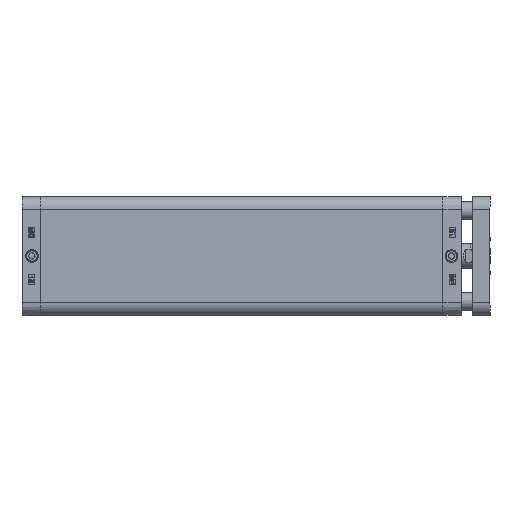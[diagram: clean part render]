
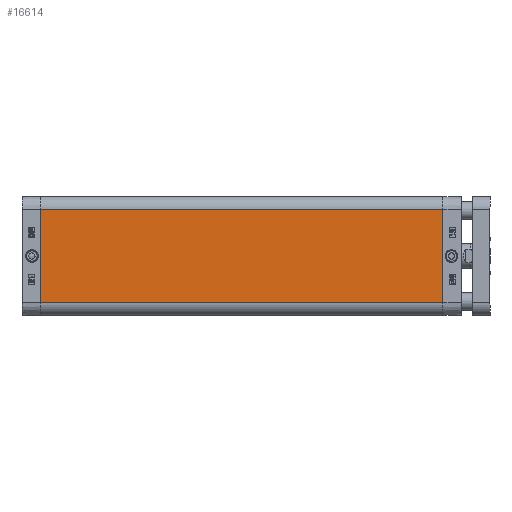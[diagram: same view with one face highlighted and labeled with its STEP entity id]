
A CAD part, left-side view. The second image highlights one B-rep face of the part: STEP entity #16614.
In plain terms, the highlighted planar face has unit normal (-1, 0, 0).
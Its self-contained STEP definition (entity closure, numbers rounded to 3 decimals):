
#11781=CARTESIAN_POINT('',(-47.75,-324.0,37.75));
#11782=VERTEX_POINT('',#11781);
#11789=CARTESIAN_POINT('',(-47.75,-324.0,-37.75));
#11790=VERTEX_POINT('',#11789);
#11791=CARTESIAN_POINT('',(-47.75,-324.0,-37.75));
#11792=DIRECTION('',(0.0,0.0,1.0));
#11793=VECTOR('',#11792,75.5);
#11794=LINE('',#11791,#11793);
#11795=EDGE_CURVE('',#11790,#11782,#11794,.T.);
#16572=CARTESIAN_POINT('',(-47.75,0.0,-37.75));
#16573=VERTEX_POINT('',#16572);
#16574=CARTESIAN_POINT('',(-47.75,0.0,-37.75));
#16575=DIRECTION('',(0.0,-1.0,0.0));
#16576=VECTOR('',#16575,324.0);
#16577=LINE('',#16574,#16576);
#16578=EDGE_CURVE('',#16573,#11790,#16577,.T.);
#16591=CARTESIAN_POINT('',(-47.75,0.0,-37.75));
#16592=DIRECTION('',(-1.0,0.0,0.0));
#16593=DIRECTION('',(0.0,0.0,1.0));
#16594=AXIS2_PLACEMENT_3D('',#16591,#16592,#16593);
#16595=PLANE('',#16594);
#16596=ORIENTED_EDGE('',*,*,#11795,.T.);
#16597=CARTESIAN_POINT('',(-47.75,0.0,37.75));
#16598=VERTEX_POINT('',#16597);
#16599=CARTESIAN_POINT('',(-47.75,0.0,37.75));
#16600=DIRECTION('',(0.0,-1.0,0.0));
#16601=VECTOR('',#16600,324.0);
#16602=LINE('',#16599,#16601);
#16603=EDGE_CURVE('',#16598,#11782,#16602,.T.);
#16604=ORIENTED_EDGE('',*,*,#16603,.F.);
#16605=CARTESIAN_POINT('',(-47.75,0.0,-37.75));
#16606=DIRECTION('',(0.0,0.0,1.0));
#16607=VECTOR('',#16606,75.5);
#16608=LINE('',#16605,#16607);
#16609=EDGE_CURVE('',#16573,#16598,#16608,.T.);
#16610=ORIENTED_EDGE('',*,*,#16609,.F.);
#16611=ORIENTED_EDGE('',*,*,#16578,.T.);
#16612=EDGE_LOOP('',(#16596,#16604,#16610,#16611));
#16613=FACE_OUTER_BOUND('',#16612,.T.);
#16614=ADVANCED_FACE('',(#16613),#16595,.T.);
